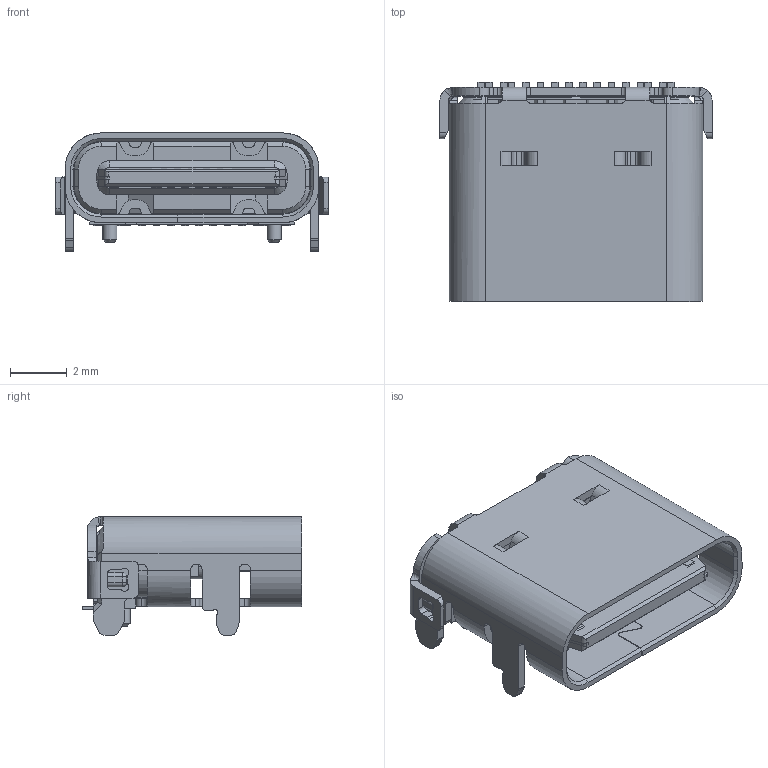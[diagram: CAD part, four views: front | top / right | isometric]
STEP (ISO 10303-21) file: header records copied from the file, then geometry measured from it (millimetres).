
FILE_DESCRIPTION(/* description */ ('Unknown'),/* implementation_level */ '2;1');
FILE_NAME(/* name */ '629722000214',/* time_stamp */ '2022-01-12T15:57:01+01:00',/* author */ ('Unknown'),/* organization */ ('Unknown'),/* preprocessor_version */ 'ST-DEVELOPER v16.7',/* originating_system */ 'Solid Edge',/* authorisation */ 'Unknown');
FILE_SCHEMA (('AUTOMOTIVE_DESIGN {1 0 10303 214 3 1 1}'));
Length unit declared in the file: millimetre
Products named in the file (19): 629722000214; 629722000214_Housing; 629722000214_Pin1_Top; 629722000214_Pin4_Bottom; 629722000214_Pin4_Top; 629722000214_Pin1_Bottom; 629722000214_Pin3_Bottom; 629722000214_Pin3_Top; 629722000214_Pin2_Top; 629722000214_Pin2_Bottom; 629722000214_Pin1_Top_mir; 629722000214_Pin1_Bottom_mir; 629722000214_Pin2_Top_mir; 629722000214_Pin2_Bottom_mir; 629722000214_Pin3_Top_mir; 629722000214_Pin3_Bottom_mir; 629722000214_Pin4_Bottom_mir; 629722000214_Shielding2; 629722000214_Shielding
Assembly tree (19 placements, depth 2):
  629722000214
    629722000214_Housing
    629722000214_Pin1_Top
    629722000214_Pin4_Bottom
    629722000214_Pin4_Top  x2
    629722000214_Pin1_Bottom
    629722000214_Pin3_Bottom
    629722000214_Pin3_Top
    629722000214_Pin2_Top
    629722000214_Pin2_Bottom
    629722000214_Pin1_Top_mir
    629722000214_Pin1_Bottom_mir
    629722000214_Pin2_Top_mir
    629722000214_Pin2_Bottom_mir
    629722000214_Pin3_Top_mir
    629722000214_Pin3_Bottom_mir
    629722000214_Pin4_Bottom_mir
    629722000214_Shielding2
    629722000214_Shielding
Bounding box: 9.58 x 7.71 x 4.16 mm (x, y, z)
Volume: 120.5 mm3; surface area: 709.6 mm2
Topology: 19 solids, 19 shells, 1028 faces, 2868 edges, 1867 vertices
Faces by surface type: plane 718, cylinder 278, cone 16, bspline 12, sphere 4
Full cylindrical faces by diameter (mm): 0.5 x2
Entity records: 32671 total; most frequent: CARTESIAN_POINT 5885, ORIENTED_EDGE 5610, DIRECTION 5377, EDGE_CURVE 2805, LINE 2189, VECTOR 2189, VERTEX_POINT 1830, AXIS2_PLACEMENT_3D 1594
